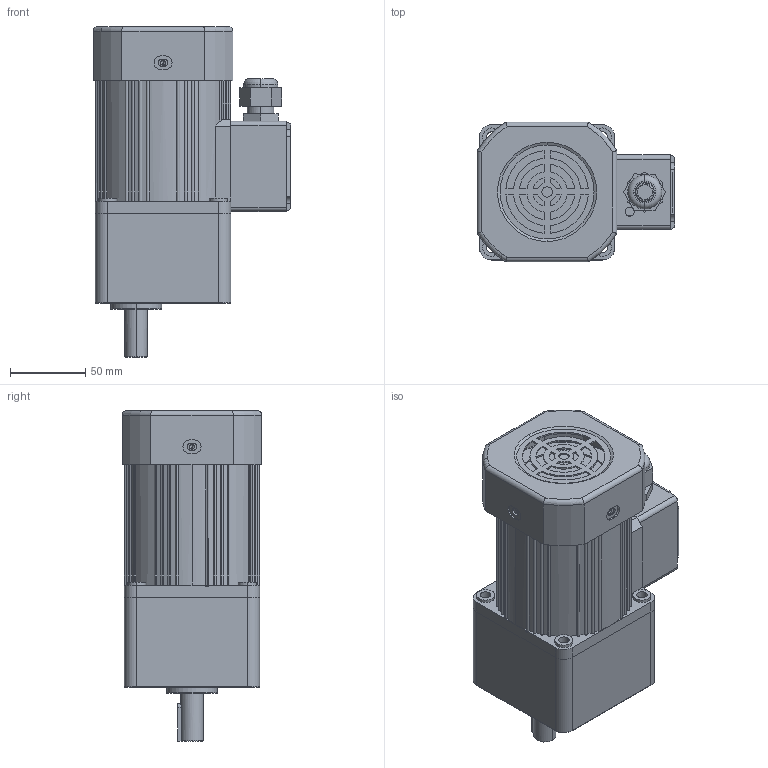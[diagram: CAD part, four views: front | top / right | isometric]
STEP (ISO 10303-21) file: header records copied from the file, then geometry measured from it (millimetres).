
FILE_DESCRIPTION (( 'STEP AP203' ), '1' );
FILE_NAME ('5IK60-T+5GN20-200KB.STEP', '2020-01-09T08:28:23', ( 'Sky123.Org' ), ( 'Sky123.Org' ), 'SwSTEP 2.0', 'SolidWorks 2014', '' );
FILE_SCHEMA (( 'CONFIG_CONTROL_DESIGN' ));
Length unit declared in the file: millimetre
Products named in the file (9): 5GN20-200KB; 5IK60-T+5GN20-200KB; 5IK60A; 90傻瑞欶褲; 峚倰萇儂諉盄碟02; NPT1-2萇擢芛; NPT1-2つ踡芛; NPT1-2萇擢芛蚾饜极
Assembly tree (8 placements, depth 3):
  5IK60-T+5GN20-200KB
    5IK60A
    90傻瑞欶褲
    峚倰萇儂諉盄碟02
    NPT1-2萇擢芛蚾饜极
      NPT1-2萇擢芛
      NPT1-2つ踡芛
    5GN20-200KB
      5GN20-200KB
Bounding box: 131.5 x 93 x 220 mm (x, y, z)
Volume: 1205820.7 mm3; surface area: 168010.1 mm2
Topology: 6 solids, 6 shells, 709 faces, 1898 edges, 1229 vertices
Faces by surface type: plane 290, cylinder 267, torus 124, cone 28
Entity records: 24626 total; most frequent: CARTESIAN_POINT 5442, DIRECTION 3973, ORIENTED_EDGE 3780, EDGE_CURVE 1890, AXIS2_PLACEMENT_3D 1538, VERTEX_POINT 1229, LINE 897, VECTOR 897
